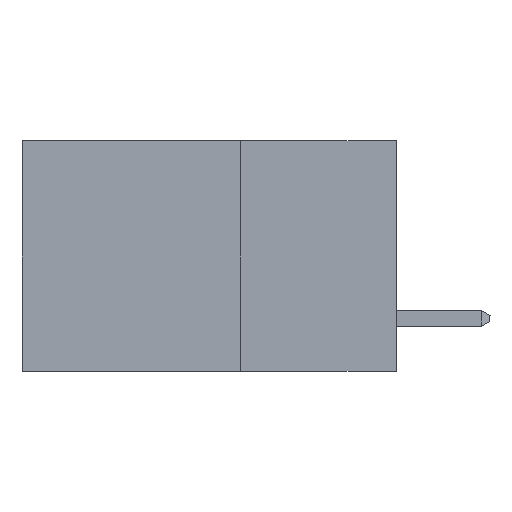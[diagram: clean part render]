
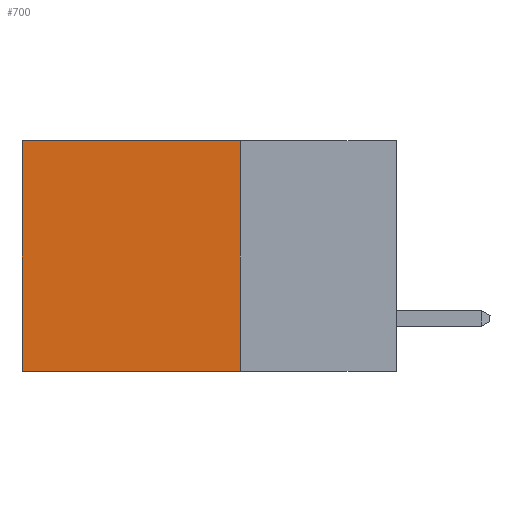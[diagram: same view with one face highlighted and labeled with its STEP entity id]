
A CAD part, left-side view. The second image highlights one B-rep face of the part: STEP entity #700.
In plain terms, the highlighted planar face has unit normal (-1, 0, 0).
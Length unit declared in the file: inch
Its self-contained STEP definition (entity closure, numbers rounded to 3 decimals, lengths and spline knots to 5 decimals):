
#487 = DIRECTION ( 'NONE',  ( 0., 0., -1. ) ) ;
#518 = CARTESIAN_POINT ( 'NONE',  ( 0.2615, 0.6, -0.37 ) ) ;
#684 = LINE ( 'NONE', #518, #8414 ) ;
#700 = ADVANCED_FACE ( 'NONE', ( #2137 ), #19800, .F. ) ;
#1022 = ORIENTED_EDGE ( 'NONE', *, *, #17095, .F. ) ;
#1290 = CARTESIAN_POINT ( 'NONE',  ( 0.2615, 0.25, 0. ) ) ;
#2137 = FACE_OUTER_BOUND ( 'NONE', #6456, .T. ) ;
#2304 = LINE ( 'NONE', #5717, #9433 ) ;
#3301 = EDGE_CURVE ( 'NONE', #6123, #14888, #684, .T. ) ;
#3803 = DIRECTION ( 'NONE',  ( 1., 0., 0. ) ) ;
#4362 = CARTESIAN_POINT ( 'NONE',  ( 0.2615, 0.6, 0. ) ) ;
#4812 = EDGE_CURVE ( 'NONE', #6881, #13788, #7856, .T. ) ;
#5717 = CARTESIAN_POINT ( 'NONE',  ( 0.2615, 0.25, 0. ) ) ;
#6123 = VERTEX_POINT ( 'NONE', #4362 ) ;
#6456 = EDGE_LOOP ( 'NONE', ( #11046, #1022, #16773, #7246 ) ) ;
#6881 = VERTEX_POINT ( 'NONE', #1290 ) ;
#7246 = ORIENTED_EDGE ( 'NONE', *, *, #17908, .T. ) ;
#7856 = LINE ( 'NONE', #13706, #15645 ) ;
#8399 = DIRECTION ( 'NONE',  ( 0., 1., 0. ) ) ;
#8414 = VECTOR ( 'NONE', #487, 39.37008 ) ;
#9433 = VECTOR ( 'NONE', #18075, 39.37008 ) ;
#10205 = LINE ( 'NONE', #19149, #13862 ) ;
#11046 = ORIENTED_EDGE ( 'NONE', *, *, #3301, .T. ) ;
#13074 = DIRECTION ( 'NONE',  ( 0., 0., -1. ) ) ;
#13623 = CARTESIAN_POINT ( 'NONE',  ( 0.2615, 0.25, -0.37 ) ) ;
#13706 = CARTESIAN_POINT ( 'NONE',  ( 0.2615, 0.25, -0.37 ) ) ;
#13788 = VERTEX_POINT ( 'NONE', #13623 ) ;
#13862 = VECTOR ( 'NONE', #8399, 39.37008 ) ;
#14888 = VERTEX_POINT ( 'NONE', #19055 ) ;
#15645 = VECTOR ( 'NONE', #13074, 39.37008 ) ;
#15917 = AXIS2_PLACEMENT_3D ( 'NONE', #16137, #3803, #19492 ) ;
#16137 = CARTESIAN_POINT ( 'NONE',  ( 0.2615, 0.25, -0.37 ) ) ;
#16773 = ORIENTED_EDGE ( 'NONE', *, *, #4812, .F. ) ;
#17095 = EDGE_CURVE ( 'NONE', #13788, #14888, #10205, .T. ) ;
#17908 = EDGE_CURVE ( 'NONE', #6881, #6123, #2304, .T. ) ;
#18075 = DIRECTION ( 'NONE',  ( 0., 1., 0. ) ) ;
#19055 = CARTESIAN_POINT ( 'NONE',  ( 0.2615, 0.6, -0.37 ) ) ;
#19149 = CARTESIAN_POINT ( 'NONE',  ( 0.2615, 0.25, -0.37 ) ) ;
#19492 = DIRECTION ( 'NONE',  ( 0., 0., -1. ) ) ;
#19800 = PLANE ( 'NONE',  #15917 ) ;
